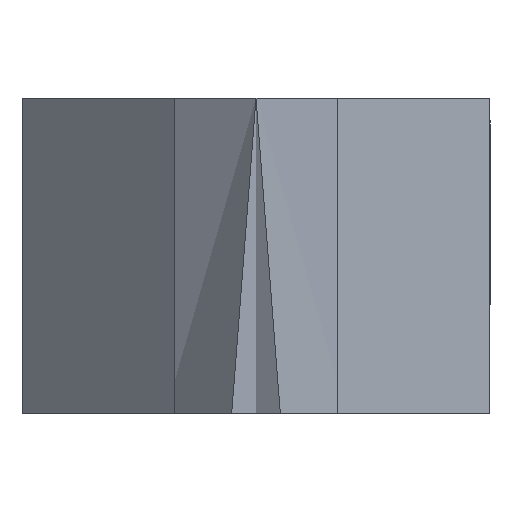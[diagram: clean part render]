
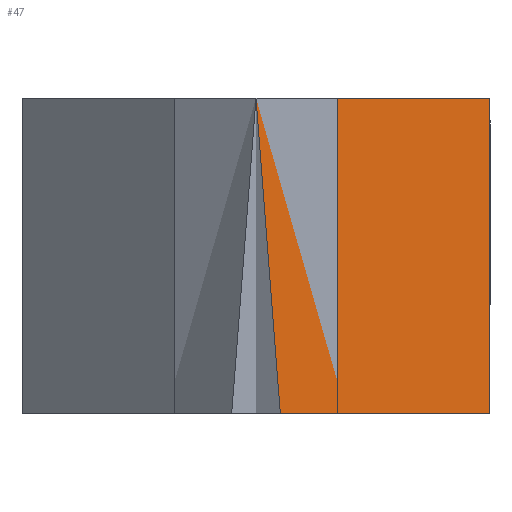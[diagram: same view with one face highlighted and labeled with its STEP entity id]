
A CAD part, left-side view. The second image highlights one B-rep face of the part: STEP entity #47.
In plain terms, the highlighted planar face has unit normal (-0.707, -0.707, 0).
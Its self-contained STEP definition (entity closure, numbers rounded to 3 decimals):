
#47=ADVANCED_FACE('',(#99),#73,.T.);
#73=PLANE('',#526);
#99=FACE_OUTER_BOUND('',#125,.T.);
#125=EDGE_LOOP('',(#161,#162,#163,#164));
#161=ORIENTED_EDGE('',*,*,#336,.F.);
#162=ORIENTED_EDGE('',*,*,#335,.F.);
#163=ORIENTED_EDGE('',*,*,#337,.T.);
#164=ORIENTED_EDGE('',*,*,#338,.T.);
#285=VERTEX_POINT('',#681);
#290=VERTEX_POINT('',#691);
#291=VERTEX_POINT('',#695);
#292=VERTEX_POINT('',#697);
#335=EDGE_CURVE('',#290,#285,#401,.T.);
#336=EDGE_CURVE('',#285,#291,#402,.T.);
#337=EDGE_CURVE('',#290,#292,#403,.T.);
#338=EDGE_CURVE('',#292,#291,#404,.T.);
#401=LINE('',#692,#467);
#402=LINE('',#694,#468);
#403=LINE('',#696,#469);
#404=LINE('',#698,#470);
#467=VECTOR('',#564,1.);
#468=VECTOR('',#567,1.);
#469=VECTOR('',#568,1.);
#470=VECTOR('',#569,1.);
#526=AXIS2_PLACEMENT_3D('',#699,#570,#571);
#564=DIRECTION('',(0.,0.,-1.));
#567=DIRECTION('',(-0.707,0.707,0.));
#568=DIRECTION('',(-0.707,0.707,0.));
#569=DIRECTION('',(0.076,-0.076,-0.994));
#570=DIRECTION('',(-0.707,-0.707,0.));
#571=DIRECTION('',(0.707,-0.707,0.));
#681=CARTESIAN_POINT('',(50.912,-50.912,-23.75));
#691=CARTESIAN_POINT('',(50.912,-50.912,45.));
#692=CARTESIAN_POINT('',(50.912,-50.912,45.));
#694=CARTESIAN_POINT('',(50.912,-50.912,-23.75));
#695=CARTESIAN_POINT('',(5.29,-5.29,-23.75));
#696=CARTESIAN_POINT('',(50.912,-50.912,45.));
#697=CARTESIAN_POINT('',(0.,0.,45.));
#698=CARTESIAN_POINT('',(0.596,-0.596,37.257));
#699=CARTESIAN_POINT('',(50.912,-50.912,45.));
